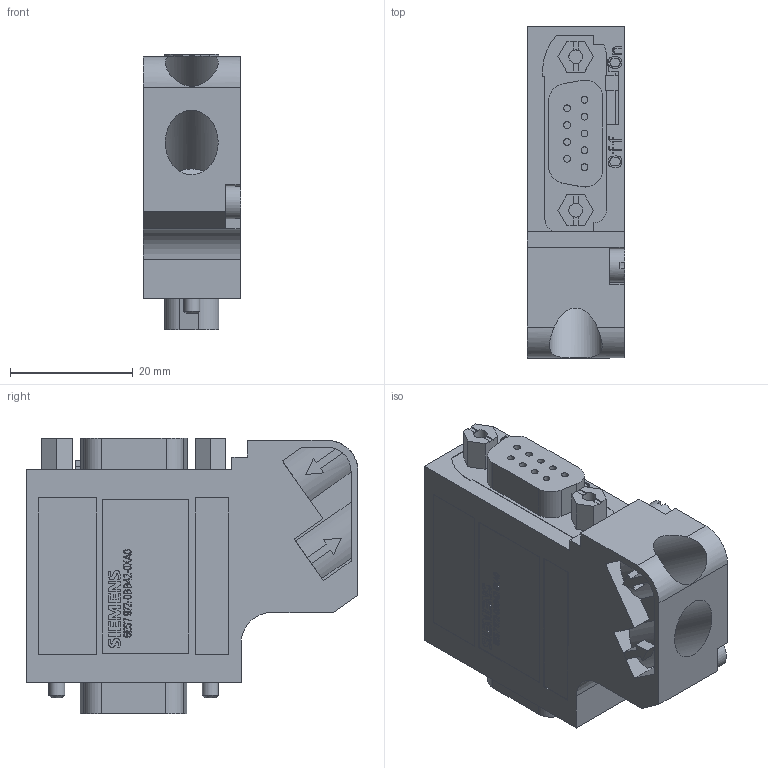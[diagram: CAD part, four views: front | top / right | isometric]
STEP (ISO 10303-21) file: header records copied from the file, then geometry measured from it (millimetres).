
FILE_DESCRIPTION(/* description */ (''),/* implementation_level */ '2;1');
FILE_NAME(/* name */ '6ES7972-0BB42-0XA0_3d.stp',/* time_stamp */ '2024-07-17T14:03:21+02:00',/* author */ (''),/* organization */ (''),/* preprocessor_version */ 'ST-DEVELOPER v18.102',/* originating_system */ 'SIEMENS PLM Software NX 2023',/* authorisation */ '');
FILE_SCHEMA (('AUTOMOTIVE_DESIGN { 1 0 10303 214 3 1 1 1 }'));
Length unit declared in the file: millimetre
Products named in the file (4): A5E30480137A_RS-AA_002_1-labeling-clamp; A5E30478111A_RS-AA_002_1-labeling-box; A5E30478110A_RS-AA_002_1-box; A5E30478113A_RS-AA_002_3-CAx_6ES79720BB420XA0
Assembly tree (3 placements, depth 2):
  A5E30478113A_RS-AA_002_3-CAx_6ES79720BB420XA0
    A5E30478110A_RS-AA_002_1-box
    A5E30478111A_RS-AA_002_1-labeling-box
    A5E30480137A_RS-AA_002_1-labeling-clamp
Bounding box: 15.9 x 54 x 44.91 mm (x, y, z)
Volume: 23790.7 mm3; surface area: 11504.9 mm2
Topology: 34 solids, 35 shells, 820 faces, 2051 edges, 1363 vertices
Faces by surface type: plane 681, extrusion 70, cylinder 67, cone 2
Full cylindrical faces by diameter (mm): 0.9 x9, 1.1 x9, 1.94 x4, 2.22 x2, 2.62 x2, 5.362 x1, 5.4 x1, 8.594 x1, 8.609 x1
Entity records: 33304 total; most frequent: CARTESIAN_POINT 8021, ORIENTED_EDGE 3964, DIRECTION 3579, EDGE_CURVE 1982, VECTOR 1739, LINE 1669, VERTEX_POINT 1342, EDGE_LOOP 972
